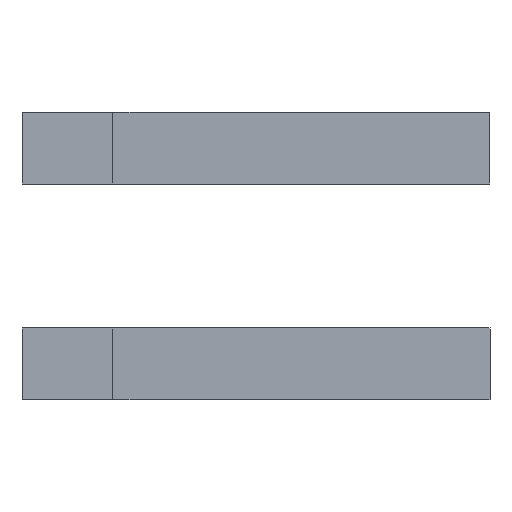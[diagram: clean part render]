
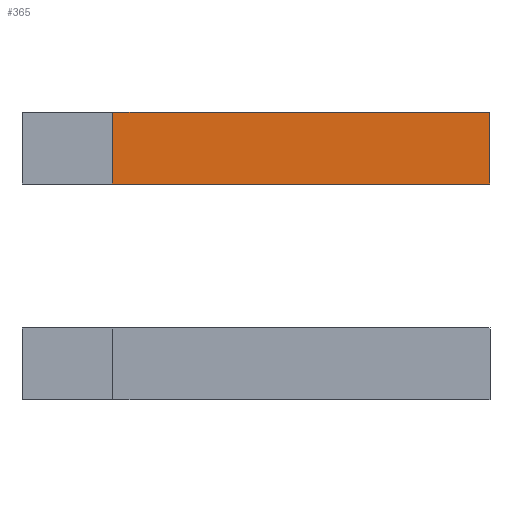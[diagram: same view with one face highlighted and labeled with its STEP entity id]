
A CAD part, front view. The second image highlights one B-rep face of the part: STEP entity #365.
In plain terms, the highlighted planar face has unit normal (0, -1, 0).
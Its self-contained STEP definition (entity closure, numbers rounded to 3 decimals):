
#23=FACE_OUTER_BOUND('',#43,.T.);
#43=EDGE_LOOP('',(#261,#262,#263,#264,#265));
#60=LINE('',#514,#106);
#67=LINE('',#527,#113);
#70=LINE('',#534,#116);
#75=LINE('',#544,#121);
#77=LINE('',#547,#123);
#106=VECTOR('',#423,1.);
#113=VECTOR('',#432,6.35);
#116=VECTOR('',#439,1.5);
#121=VECTOR('',#450,6.35);
#123=VECTOR('',#454,25.4);
#151=VERTEX_POINT('',#511);
#152=VERTEX_POINT('',#513);
#157=VERTEX_POINT('',#525);
#159=VERTEX_POINT('',#533);
#161=VERTEX_POINT('',#543);
#182=EDGE_CURVE('',#152,#151,#60,.T.);
#189=EDGE_CURVE('',#157,#151,#67,.T.);
#192=EDGE_CURVE('',#152,#159,#70,.T.);
#197=EDGE_CURVE('',#161,#159,#75,.T.);
#199=EDGE_CURVE('',#157,#161,#77,.T.);
#261=ORIENTED_EDGE('',*,*,#182,.T.);
#262=ORIENTED_EDGE('',*,*,#189,.F.);
#263=ORIENTED_EDGE('',*,*,#199,.T.);
#264=ORIENTED_EDGE('',*,*,#197,.T.);
#265=ORIENTED_EDGE('',*,*,#192,.F.);
#323=PLANE('',#400);
#365=ADVANCED_FACE('',(#23),#323,.T.);
#400=AXIS2_PLACEMENT_3D('',#546,#452,#453);
#423=DIRECTION('',(0.,0.,-1.));
#432=DIRECTION('',(-1.,0.,0.));
#439=DIRECTION('',(1.,0.,0.));
#450=DIRECTION('',(-1.,0.,0.));
#452=DIRECTION('center_axis',(0.,-1.,0.));
#453=DIRECTION('ref_axis',(-1.,0.,0.));
#454=DIRECTION('',(0.,0.,1.));
#511=CARTESIAN_POINT('',(-44.441,0.,25.4));
#513=CARTESIAN_POINT('',(-44.441,0.,50.8));
#514=CARTESIAN_POINT('',(-44.441,0.,31.75));
#525=CARTESIAN_POINT('',(88.9,0.,25.4));
#527=CARTESIAN_POINT('',(88.9,0.,25.4));
#533=CARTESIAN_POINT('',(-38.1,0.,50.8));
#534=CARTESIAN_POINT('',(-57.15,0.,50.8));
#543=CARTESIAN_POINT('',(88.9,0.,50.8));
#544=CARTESIAN_POINT('',(88.9,0.,50.8));
#546=CARTESIAN_POINT('Origin',(88.9,0.,25.4));
#547=CARTESIAN_POINT('',(88.9,0.,25.4));
